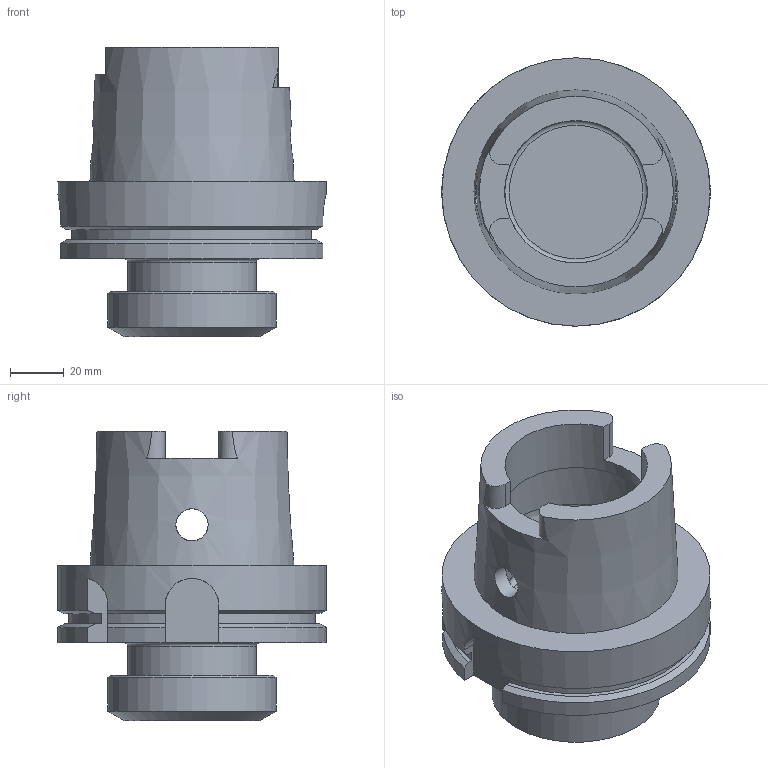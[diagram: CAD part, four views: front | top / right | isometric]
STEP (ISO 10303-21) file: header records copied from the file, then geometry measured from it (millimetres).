
FILE_DESCRIPTION(/* description */ (''),/* implementation_level */ '2;1');
FILE_NAME(/* name */ '1581689722225.stp',/* time_stamp */ '2020-02-14T15:15:28+01:00',/* author */ (''),/* organization */ ('SMS'),/* preprocessor_version */ 'ST-DEVELOPER v16.7',/* originating_system */ 'SIEMENS PLM Software NX 12.0',/* authorisation */ '');
FILE_SCHEMA (('AUTOMOTIVE_DESIGN { 1 0 10303 214 3 1 1 1 }'));
Length unit declared in the file: millimetre
Products named in the file (1): 202856046mod000_00
Bounding box: 99.93 x 99.93 x 107.9 mm (x, y, z)
Volume: 332641.3 mm3; surface area: 55672.6 mm2
Topology: 1 solids, 1 shells, 68 faces, 191 edges, 128 vertices
Faces by surface type: plane 31, cylinder 23, cone 10, torus 4
Full cylindrical faces by diameter (mm): 12 x2, 48 x1, 53.06 x2, 62.7 x1, 63.095 x1, 99.93 x1
Entity records: 2253 total; most frequent: CARTESIAN_POINT 563, DIRECTION 340, ORIENTED_EDGE 328, EDGE_CURVE 164, AXIS2_PLACEMENT_3D 133, VERTEX_POINT 115, EDGE_LOOP 89, LINE 74
